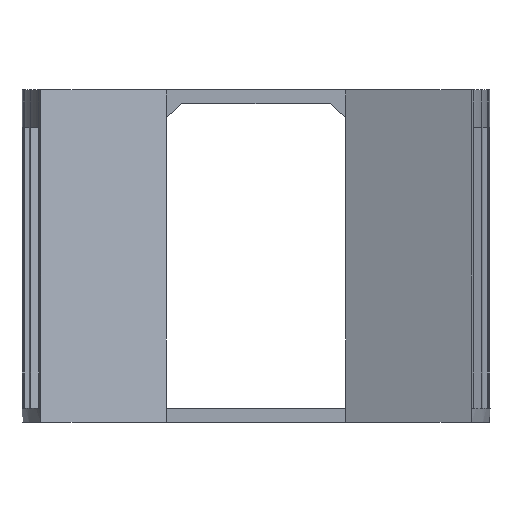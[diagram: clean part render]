
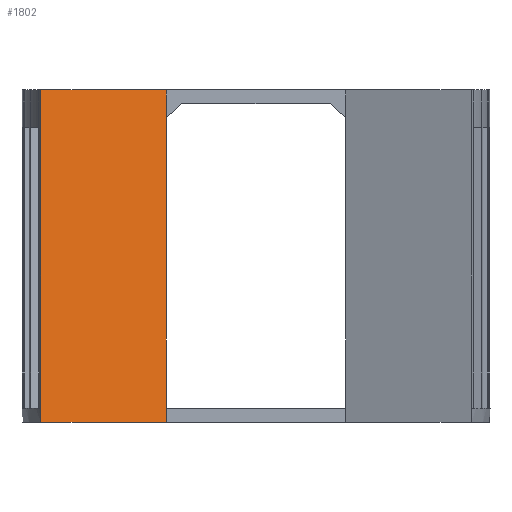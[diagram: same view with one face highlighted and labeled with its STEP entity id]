
A CAD part, front view. The second image highlights one B-rep face of the part: STEP entity #1802.
In plain terms, the highlighted planar face has unit normal (0.383, -0.924, 0).
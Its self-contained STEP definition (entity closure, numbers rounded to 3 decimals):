
#87=PLANE('',#1991);
#105=LINE('',#2618,#289);
#121=LINE('',#2675,#305);
#143=LINE('',#2741,#327);
#259=LINE('',#3022,#443);
#268=LINE('',#3044,#452);
#269=LINE('',#3047,#453);
#270=LINE('',#3048,#454);
#289=VECTOR('',#2055,10.);
#305=VECTOR('',#2099,10.);
#327=VECTOR('',#2149,10.);
#443=VECTOR('',#2491,10.);
#452=VECTOR('',#2516,10.);
#453=VECTOR('',#2519,10.);
#454=VECTOR('',#2520,10.);
#564=FACE_OUTER_BOUND('',#658,.T.);
#658=EDGE_LOOP('',(#1669,#1670,#1671,#1672,#1673,#1674,#1675));
#782=VERTEX_POINT('',#2611);
#783=VERTEX_POINT('',#2617);
#810=VERTEX_POINT('',#2673);
#840=VERTEX_POINT('',#2739);
#892=VERTEX_POINT('',#3020);
#897=VERTEX_POINT('',#3042);
#898=VERTEX_POINT('',#3046);
#936=EDGE_CURVE('',#783,#782,#105,.T.);
#965=EDGE_CURVE('',#782,#810,#121,.T.);
#999=EDGE_CURVE('',#840,#810,#143,.T.);
#1152=EDGE_CURVE('',#892,#840,#259,.T.);
#1163=EDGE_CURVE('',#892,#897,#268,.T.);
#1164=EDGE_CURVE('',#898,#897,#269,.T.);
#1165=EDGE_CURVE('',#783,#898,#270,.T.);
#1669=ORIENTED_EDGE('',*,*,#1163,.T.);
#1670=ORIENTED_EDGE('',*,*,#1164,.F.);
#1671=ORIENTED_EDGE('',*,*,#1165,.F.);
#1672=ORIENTED_EDGE('',*,*,#936,.T.);
#1673=ORIENTED_EDGE('',*,*,#965,.T.);
#1674=ORIENTED_EDGE('',*,*,#999,.F.);
#1675=ORIENTED_EDGE('',*,*,#1152,.F.);
#1802=ADVANCED_FACE('',(#564),#87,.T.);
#1991=AXIS2_PLACEMENT_3D('',#3045,#2517,#2518);
#2055=DIRECTION('',(0.,0.,1.));
#2099=DIRECTION('',(0.,0.,1.));
#2149=DIRECTION('',(0.924,0.383,0.));
#2491=DIRECTION('',(0.,0.,1.));
#2516=DIRECTION('',(0.,0.,-1.));
#2517=DIRECTION('center_axis',(0.383,-0.924,0.));
#2518=DIRECTION('ref_axis',(-0.924,-0.383,0.));
#2519=DIRECTION('',(-0.924,-0.383,0.));
#2520=DIRECTION('',(0.,0.,-1.));
#2611=CARTESIAN_POINT('',(-19.164,-8.587,62.057));
#2617=CARTESIAN_POINT('',(-19.164,-8.587,0.));
#2618=CARTESIAN_POINT('',(-19.164,-8.587,0.));
#2673=CARTESIAN_POINT('',(-19.164,-8.587,68.));
#2675=CARTESIAN_POINT('',(-19.164,-8.587,0.));
#2739=CARTESIAN_POINT('',(-45.961,-19.687,68.));
#2741=CARTESIAN_POINT('',(-45.961,-19.687,68.));
#3020=CARTESIAN_POINT('',(-45.961,-19.687,0.));
#3022=CARTESIAN_POINT('',(-45.961,-19.687,0.));
#3042=CARTESIAN_POINT('',(-45.961,-19.687,-3.));
#3044=CARTESIAN_POINT('',(-45.961,-19.687,0.));
#3045=CARTESIAN_POINT('Origin',(-19.164,-8.587,0.));
#3046=CARTESIAN_POINT('',(-19.164,-8.587,-3.));
#3047=CARTESIAN_POINT('',(-45.961,-19.687,-3.));
#3048=CARTESIAN_POINT('',(-19.164,-8.587,0.));
